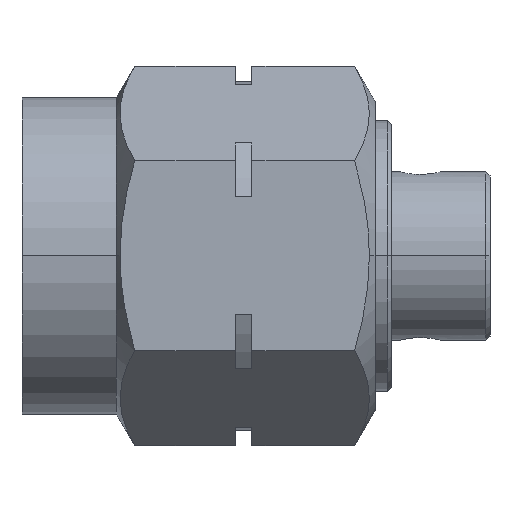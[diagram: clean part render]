
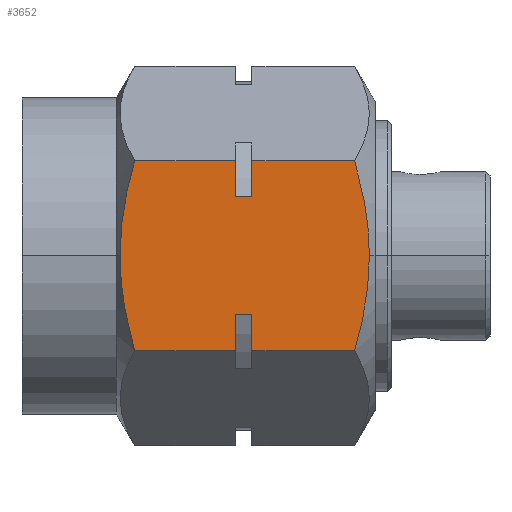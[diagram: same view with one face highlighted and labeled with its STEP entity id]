
A CAD part, top view. The second image highlights one B-rep face of the part: STEP entity #3652.
In plain terms, the highlighted face is planar.
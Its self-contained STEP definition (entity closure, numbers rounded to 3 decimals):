
#23 = CARTESIAN_POINT ( 'NONE',  ( 4.001, 2.31, -5.2 ) ) ;
#78 = LINE ( 'NONE', #1875, #2344 ) ;
#91 = CARTESIAN_POINT ( 'NONE',  ( 4.001, 2.31, -2.745 ) ) ;
#96 = CARTESIAN_POINT ( 'NONE',  ( 4.001, 1.433, -5.2 ) ) ;
#108 = VERTEX_POINT ( 'NONE', #616 ) ;
#119 = CARTESIAN_POINT ( 'NONE',  ( 4.001, -2.31, -2.745 ) ) ;
#128 = EDGE_CURVE ( 'NONE', #2472, #1034, #2567, .T. ) ;
#206 = DIRECTION ( 'NONE',  ( 0., 0., -1. ) ) ;
#211 = CARTESIAN_POINT ( 'NONE',  ( 4.001, 2.31, -5.6 ) ) ;
#214 = ORIENTED_EDGE ( 'NONE', *, *, #2786, .T. ) ;
#221 = CARTESIAN_POINT ( 'NONE',  ( 4.001, -0.39, -8.462 ) ) ;
#237 = CARTESIAN_POINT ( 'NONE',  ( 4.001, -1.433, -5.6 ) ) ;
#246 = CARTESIAN_POINT ( 'NONE',  ( 4.001, 1.433, -5.6 ) ) ;
#270 = LINE ( 'NONE', #1769, #1233 ) ;
#283 = VECTOR ( 'NONE', #1731, 1000. ) ;
#309 = VERTEX_POINT ( 'NONE', #237 ) ;
#321 = CARTESIAN_POINT ( 'NONE',  ( 4.001, -2.31, -2.745 ) ) ;
#353 = CARTESIAN_POINT ( 'NONE',  ( 4.001, 2.31, -5.2 ) ) ;
#356 = VERTEX_POINT ( 'NONE', #96 ) ;
#362 = CARTESIAN_POINT ( 'NONE',  ( 4.001, -1.55, -2.545 ) ) ;
#385 = VERTEX_POINT ( 'NONE', #246 ) ;
#523 = ORIENTED_EDGE ( 'NONE', *, *, #1647, .F. ) ;
#616 = CARTESIAN_POINT ( 'NONE',  ( 4.001, -1.433, -5.2 ) ) ;
#666 = AXIS2_PLACEMENT_3D ( 'NONE', #3000, #3327, #3335 ) ;
#679 = EDGE_CURVE ( 'NONE', #309, #1919, #3038, .T. ) ;
#689 = EDGE_CURVE ( 'NONE', #1494, #1413, #3434, .T. ) ;
#773 = EDGE_CURVE ( 'NONE', #356, #1075, #3122, .T. ) ;
#795 = ORIENTED_EDGE ( 'NONE', *, *, #128, .F. ) ;
#940 = CARTESIAN_POINT ( 'NONE',  ( 4.001, 0.391, -2.387 ) ) ;
#948 = ORIENTED_EDGE ( 'NONE', *, *, #1572, .T. ) ;
#988 = PLANE ( 'NONE',  #666 ) ;
#999 = EDGE_CURVE ( 'NONE', #1848, #2472, #2884, .T. ) ;
#1000 = CARTESIAN_POINT ( 'NONE',  ( 4.001, 2.31, -2.745 ) ) ;
#1034 = VERTEX_POINT ( 'NONE', #1000 ) ;
#1054 = EDGE_CURVE ( 'NONE', #1848, #1675, #78, .T. ) ;
#1068 = CARTESIAN_POINT ( 'NONE',  ( 4.001, 0., -2.387 ) ) ;
#1073 = CARTESIAN_POINT ( 'NONE',  ( 4.001, 0., -8.462 ) ) ;
#1075 = VERTEX_POINT ( 'NONE', #2693 ) ;
#1076 = CARTESIAN_POINT ( 'NONE',  ( 4.001, -0.778, -8.428 ) ) ;
#1103 = CARTESIAN_POINT ( 'NONE',  ( 4.001, -2.31, 1.4 ) ) ;
#1121 = CARTESIAN_POINT ( 'NONE',  ( 4.001, 1.433, 3.522 ) ) ;
#1149 = B_SPLINE_CURVE_WITH_KNOTS ( 'NONE', 3,
 ( #1963, #3330, #2788, #3629, #2528, #1073 ),
 .UNSPECIFIED., .F., .F.,
 ( 4, 2, 4 ),
 ( 0.002, 0.003, 0.004 ),
 .UNSPECIFIED. ) ;
#1151 = LINE ( 'NONE', #3316, #2638 ) ;
#1207 = ORIENTED_EDGE ( 'NONE', *, *, #999, .F. ) ;
#1209 = EDGE_LOOP ( 'NONE', ( #1742, #1711, #3143, #795, #1207, #1223, #214, #948, #3369, #1757, #2641, #523, #3679, #1274 ) ) ;
#1216 = CARTESIAN_POINT ( 'NONE',  ( 4.001, 0., -2.387 ) ) ;
#1223 = ORIENTED_EDGE ( 'NONE', *, *, #1054, .T. ) ;
#1233 = VECTOR ( 'NONE', #2911, 1000. ) ;
#1241 = VECTOR ( 'NONE', #1869, 1000. ) ;
#1263 = CARTESIAN_POINT ( 'NONE',  ( 4.001, 2.31, -8.105 ) ) ;
#1274 = ORIENTED_EDGE ( 'NONE', *, *, #3445, .T. ) ;
#1309 = EDGE_CURVE ( 'NONE', #1361, #1953, #1691, .T. ) ;
#1361 = VERTEX_POINT ( 'NONE', #3106 ) ;
#1384 = CARTESIAN_POINT ( 'NONE',  ( 4.001, -1.934, -8.213 ) ) ;
#1407 = CARTESIAN_POINT ( 'NONE',  ( 4.001, -2.31, -5.2 ) ) ;
#1413 = VERTEX_POINT ( 'NONE', #2268 ) ;
#1494 = VERTEX_POINT ( 'NONE', #2058 ) ;
#1540 = CARTESIAN_POINT ( 'NONE',  ( 4.001, -2.31, -5.6 ) ) ;
#1572 = EDGE_CURVE ( 'NONE', #108, #309, #270, .T. ) ;
#1647 = EDGE_CURVE ( 'NONE', #1953, #1494, #1149, .T. ) ;
#1655 = DIRECTION ( 'NONE',  ( 0., -1., 0. ) ) ;
#1675 = VERTEX_POINT ( 'NONE', #1407 ) ;
#1691 = LINE ( 'NONE', #1916, #2710 ) ;
#1711 = ORIENTED_EDGE ( 'NONE', *, *, #773, .T. ) ;
#1731 = DIRECTION ( 'NONE',  ( 0., 0., 1. ) ) ;
#1742 = ORIENTED_EDGE ( 'NONE', *, *, #2517, .T. ) ;
#1744 = FACE_OUTER_BOUND ( 'NONE', #1209, .T. ) ;
#1757 = ORIENTED_EDGE ( 'NONE', *, *, #2920, .T. ) ;
#1769 = CARTESIAN_POINT ( 'NONE',  ( 4.001, -1.433, 3.522 ) ) ;
#1820 = CARTESIAN_POINT ( 'NONE',  ( 4.001, -0.778, -2.421 ) ) ;
#1848 = VERTEX_POINT ( 'NONE', #321 ) ;
#1869 = DIRECTION ( 'NONE',  ( 0., -1., 0. ) ) ;
#1875 = CARTESIAN_POINT ( 'NONE',  ( 4.001, -2.31, 1.4 ) ) ;
#1916 = CARTESIAN_POINT ( 'NONE',  ( 4.001, 2.31, 1.4 ) ) ;
#1919 = VERTEX_POINT ( 'NONE', #1540 ) ;
#1953 = VERTEX_POINT ( 'NONE', #1263 ) ;
#1963 = CARTESIAN_POINT ( 'NONE',  ( 4.001, 2.31, -8.105 ) ) ;
#2002 = CARTESIAN_POINT ( 'NONE',  ( 4.001, 2.31, -5.6 ) ) ;
#2052 = VECTOR ( 'NONE', #2056, 1000. ) ;
#2056 = DIRECTION ( 'NONE',  ( 0., 0., -1. ) ) ;
#2058 = CARTESIAN_POINT ( 'NONE',  ( 4.001, 0., -8.462 ) ) ;
#2090 = VECTOR ( 'NONE', #2860, 1000. ) ;
#2091 = CARTESIAN_POINT ( 'NONE',  ( 4.001, -0.39, -2.387 ) ) ;
#2123 = VECTOR ( 'NONE', #1655, 1000. ) ;
#2203 = CARTESIAN_POINT ( 'NONE',  ( 4.001, -2.31, -8.105 ) ) ;
#2225 = LINE ( 'NONE', #2002, #1241 ) ;
#2268 = CARTESIAN_POINT ( 'NONE',  ( 4.001, -2.31, -8.105 ) ) ;
#2343 = EDGE_CURVE ( 'NONE', #1034, #1075, #1151, .T. ) ;
#2344 = VECTOR ( 'NONE', #2415, 1000. ) ;
#2358 = LINE ( 'NONE', #1103, #2052 ) ;
#2415 = DIRECTION ( 'NONE',  ( 0., 0., -1. ) ) ;
#2418 = DIRECTION ( 'NONE',  ( 0., 0., -1. ) ) ;
#2472 = VERTEX_POINT ( 'NONE', #1068 ) ;
#2504 = LINE ( 'NONE', #1121, #283 ) ;
#2505 = CARTESIAN_POINT ( 'NONE',  ( 4.001, 0., -8.462 ) ) ;
#2517 = EDGE_CURVE ( 'NONE', #385, #356, #2504, .T. ) ;
#2528 = CARTESIAN_POINT ( 'NONE',  ( 4.001, 0.391, -8.462 ) ) ;
#2567 = B_SPLINE_CURVE_WITH_KNOTS ( 'NONE', 3,
 ( #3515, #940, #2966, #3261, #2947, #91 ),
 .UNSPECIFIED., .F., .F.,
 ( 4, 2, 4 ),
 ( 0.006, 0.008, 0.009 ),
 .UNSPECIFIED. ) ;
#2638 = VECTOR ( 'NONE', #2418, 1000. ) ;
#2641 = ORIENTED_EDGE ( 'NONE', *, *, #689, .F. ) ;
#2693 = CARTESIAN_POINT ( 'NONE',  ( 4.001, 2.31, -5.2 ) ) ;
#2710 = VECTOR ( 'NONE', #206, 1000. ) ;
#2786 = EDGE_CURVE ( 'NONE', #1675, #108, #2861, .T. ) ;
#2788 = CARTESIAN_POINT ( 'NONE',  ( 4.001, 1.558, -8.302 ) ) ;
#2860 = DIRECTION ( 'NONE',  ( 0., 1., 0. ) ) ;
#2861 = LINE ( 'NONE', #23, #2090 ) ;
#2884 = B_SPLINE_CURVE_WITH_KNOTS ( 'NONE', 3,
 ( #119, #3518, #362, #1820, #2091, #1216 ),
 .UNSPECIFIED., .F., .F.,
 ( 4, 2, 4 ),
 ( 0.004, 0.005, 0.006 ),
 .UNSPECIFIED. ) ;
#2892 = VECTOR ( 'NONE', #2904, 1000. ) ;
#2904 = DIRECTION ( 'NONE',  ( 0., 1., 0. ) ) ;
#2911 = DIRECTION ( 'NONE',  ( 0., 0., -1. ) ) ;
#2920 = EDGE_CURVE ( 'NONE', #1919, #1413, #2358, .T. ) ;
#2947 = CARTESIAN_POINT ( 'NONE',  ( 4.001, 1.936, -2.637 ) ) ;
#2966 = CARTESIAN_POINT ( 'NONE',  ( 4.001, 0.786, -2.422 ) ) ;
#3000 = CARTESIAN_POINT ( 'NONE',  ( 4.001, 2.31, 1.4 ) ) ;
#3038 = LINE ( 'NONE', #211, #2123 ) ;
#3086 = CARTESIAN_POINT ( 'NONE',  ( 4.001, -1.55, -8.304 ) ) ;
#3106 = CARTESIAN_POINT ( 'NONE',  ( 4.001, 2.31, -5.6 ) ) ;
#3122 = LINE ( 'NONE', #353, #2892 ) ;
#3143 = ORIENTED_EDGE ( 'NONE', *, *, #2343, .F. ) ;
#3261 = CARTESIAN_POINT ( 'NONE',  ( 4.001, 1.558, -2.547 ) ) ;
#3316 = CARTESIAN_POINT ( 'NONE',  ( 4.001, 2.31, 1.4 ) ) ;
#3327 = DIRECTION ( 'NONE',  ( 1., 0., 0. ) ) ;
#3330 = CARTESIAN_POINT ( 'NONE',  ( 4.001, 1.936, -8.212 ) ) ;
#3335 = DIRECTION ( 'NONE',  ( 0., -1., 0. ) ) ;
#3369 = ORIENTED_EDGE ( 'NONE', *, *, #679, .T. ) ;
#3434 = B_SPLINE_CURVE_WITH_KNOTS ( 'NONE', 3,
 ( #2505, #221, #1076, #3086, #1384, #2203 ),
 .UNSPECIFIED., .F., .F.,
 ( 4, 2, 4 ),
 ( 0.004, 0.005, 0.006 ),
 .UNSPECIFIED. ) ;
#3445 = EDGE_CURVE ( 'NONE', #1361, #385, #2225, .T. ) ;
#3515 = CARTESIAN_POINT ( 'NONE',  ( 4.001, 0., -2.387 ) ) ;
#3518 = CARTESIAN_POINT ( 'NONE',  ( 4.001, -1.934, -2.636 ) ) ;
#3629 = CARTESIAN_POINT ( 'NONE',  ( 4.001, 0.786, -8.427 ) ) ;
#3652 = ADVANCED_FACE ( 'NONE', ( #1744 ), #988, .T. ) ;
#3679 = ORIENTED_EDGE ( 'NONE', *, *, #1309, .F. ) ;
